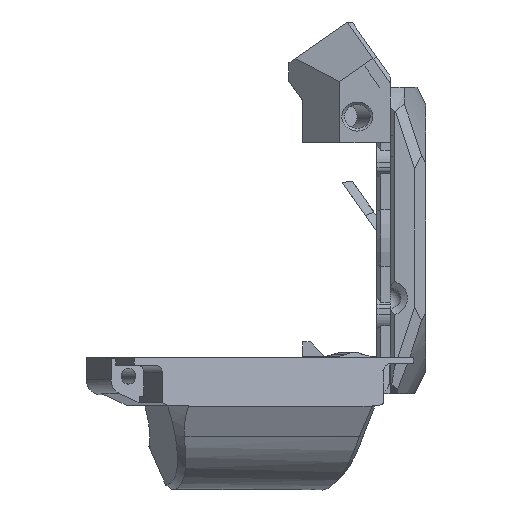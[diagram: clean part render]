
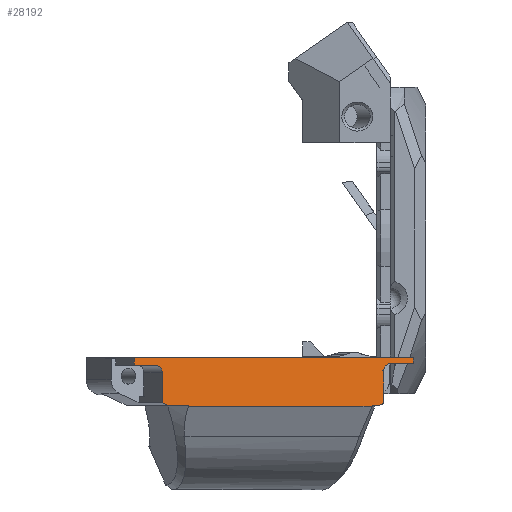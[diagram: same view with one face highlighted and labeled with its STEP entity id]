
A CAD part, left-side view. The second image highlights one B-rep face of the part: STEP entity #28192.
In plain terms, the highlighted planar face has unit normal (-0.94, -0.342, 0).
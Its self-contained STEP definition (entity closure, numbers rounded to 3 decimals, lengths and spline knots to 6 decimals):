
#1610=CIRCLE('',#29964,0.001);
#1612=CIRCLE('',#29969,0.017795);
#1619=CIRCLE('',#30021,0.001);
#6471=ORIENTED_EDGE('',*,*,#12634,.T.);
#6472=ORIENTED_EDGE('',*,*,#12657,.F.);
#6473=ORIENTED_EDGE('',*,*,#12395,.F.);
#6474=ORIENTED_EDGE('',*,*,#12658,.T.);
#6475=ORIENTED_EDGE('',*,*,#12659,.T.);
#6476=ORIENTED_EDGE('',*,*,#12660,.T.);
#6477=ORIENTED_EDGE('',*,*,#12661,.T.);
#6478=ORIENTED_EDGE('',*,*,#12662,.F.);
#6479=ORIENTED_EDGE('',*,*,#12653,.T.);
#6480=ORIENTED_EDGE('',*,*,#12529,.F.);
#6481=ORIENTED_EDGE('',*,*,#12518,.F.);
#6482=ORIENTED_EDGE('',*,*,#12516,.T.);
#6483=ORIENTED_EDGE('',*,*,#12513,.F.);
#6484=ORIENTED_EDGE('',*,*,#12522,.F.);
#6485=ORIENTED_EDGE('',*,*,#12383,.F.);
#6486=ORIENTED_EDGE('',*,*,#12528,.F.);
#12383=EDGE_CURVE('',#15862,#15863,#18405,.T.);
#12395=EDGE_CURVE('',#15874,#15875,#18417,.T.);
#12513=EDGE_CURVE('',#15959,#15960,#18523,.T.);
#12516=EDGE_CURVE('',#15962,#15960,#1610,.T.);
#12518=EDGE_CURVE('',#15962,#15963,#18526,.T.);
#12522=EDGE_CURVE('',#15863,#15959,#18530,.T.);
#12528=EDGE_CURVE('',#15968,#15862,#1612,.T.);
#12529=EDGE_CURVE('',#15963,#15969,#18532,.T.);
#12634=EDGE_CURVE('',#15968,#16031,#18626,.T.);
#12653=EDGE_CURVE('',#16045,#15969,#18644,.T.);
#12657=EDGE_CURVE('',#15875,#16031,#18648,.T.);
#12658=EDGE_CURVE('',#15874,#16048,#18649,.T.);
#12659=EDGE_CURVE('',#16048,#16049,#18650,.T.);
#12660=EDGE_CURVE('',#16049,#16050,#1619,.T.);
#12661=EDGE_CURVE('',#16050,#16051,#18651,.T.);
#12662=EDGE_CURVE('',#16045,#16051,#18652,.T.);
#15862=VERTEX_POINT('',#48083);
#15863=VERTEX_POINT('',#48085);
#15874=VERTEX_POINT('',#48107);
#15875=VERTEX_POINT('',#48109);
#15959=VERTEX_POINT('',#48398);
#15960=VERTEX_POINT('',#48400);
#15962=VERTEX_POINT('',#48406);
#15963=VERTEX_POINT('',#48410);
#15968=VERTEX_POINT('',#48481);
#15969=VERTEX_POINT('',#48485);
#16031=VERTEX_POINT('',#48686);
#16045=VERTEX_POINT('',#48726);
#16048=VERTEX_POINT('',#48735);
#16049=VERTEX_POINT('',#48737);
#16050=VERTEX_POINT('',#48739);
#16051=VERTEX_POINT('',#48741);
#18405=LINE('',#48084,#21402);
#18417=LINE('',#48108,#21414);
#18523=LINE('',#48399,#21520);
#18526=LINE('',#48409,#21523);
#18530=LINE('',#48416,#21527);
#18532=LINE('',#48484,#21529);
#18626=LINE('',#48687,#21623);
#18644=LINE('',#48725,#21641);
#18648=LINE('',#48733,#21645);
#18649=LINE('',#48734,#21646);
#18650=LINE('',#48736,#21647);
#18651=LINE('',#48740,#21648);
#18652=LINE('',#48742,#21649);
#21402=VECTOR('',#33992,1.);
#21414=VECTOR('',#34004,1.);
#21520=VECTOR('',#34186,1.);
#21523=VECTOR('',#34197,1.);
#21527=VECTOR('',#34203,1.);
#21529=VECTOR('',#34213,1.);
#21623=VECTOR('',#34391,1.);
#21641=VECTOR('',#34423,1.);
#21645=VECTOR('',#34429,1.);
#21646=VECTOR('',#34430,1.);
#21647=VECTOR('',#34431,1.);
#21648=VECTOR('',#34434,1.);
#21649=VECTOR('',#34435,1.);
#24065=EDGE_LOOP('',(#6471,#6472,#6473,#6474,#6475,#6476,#6477,#6478,#6479,
#6480,#6481,#6482,#6483,#6484,#6485,#6486));
#25633=FACE_BOUND('',#24065,.T.);
#26800=PLANE('',#30020);
#28192=ADVANCED_FACE('',(#25633),#26800,.T.);
#29964=AXIS2_PLACEMENT_3D('',#48405,#34192,#34193);
#29969=AXIS2_PLACEMENT_3D('',#48482,#34209,#34210);
#30020=AXIS2_PLACEMENT_3D('',#48732,#34427,#34428);
#30021=AXIS2_PLACEMENT_3D('',#48738,#34432,#34433);
#33992=DIRECTION('',(-0.342,0.94,0.));
#34004=DIRECTION('',(-0.342,0.94,0.));
#34186=DIRECTION('',(0.,0.,1.));
#34192=DIRECTION('',(0.94,0.342,0.));
#34193=DIRECTION('',(-0.342,0.94,0.));
#34197=DIRECTION('',(-0.342,0.94,0.));
#34203=DIRECTION('',(-0.313,0.861,0.402));
#34209=DIRECTION('',(0.94,0.342,0.));
#34210=DIRECTION('',(-0.311,0.855,-0.415));
#34213=DIRECTION('',(0.,0.,1.));
#34391=DIRECTION('',(0.342,-0.94,0.));
#34423=DIRECTION('',(-0.342,0.94,0.));
#34427=DIRECTION('',(-0.94,-0.342,0.));
#34428=DIRECTION('',(-0.342,0.94,0.));
#34429=DIRECTION('',(-0.208,0.572,-0.793));
#34430=DIRECTION('',(0.313,-0.861,0.402));
#34431=DIRECTION('',(0.,0.,1.));
#34432=DIRECTION('',(0.94,0.342,0.));
#34433=DIRECTION('',(-0.342,0.94,0.));
#34434=DIRECTION('',(0.342,-0.94,0.));
#34435=DIRECTION('',(0.,0.,-1.));
#48083=CARTESIAN_POINT('',(-0.036406,-0.002557,-0.009625));
#48084=CARTESIAN_POINT('',(-0.032202,-0.014109,-0.009625));
#48085=CARTESIAN_POINT('',(-0.037332,-0.000013,-0.009625));
#48107=CARTESIAN_POINT('',(-0.027071,-0.028204,-0.009625));
#48108=CARTESIAN_POINT('',(-0.032202,-0.014109,-0.009625));
#48109=CARTESIAN_POINT('',(-0.027368,-0.02739,-0.009625));
#48398=CARTESIAN_POINT('',(-0.037674,0.000927,-0.009186));
#48399=CARTESIAN_POINT('',(-0.037674,0.000927,-0.007125));
#48400=CARTESIAN_POINT('',(-0.037674,0.000927,-0.005125));
#48405=CARTESIAN_POINT('',(-0.038016,0.001866,-0.005125));
#48406=CARTESIAN_POINT('',(-0.038016,0.001866,-0.004125));
#48409=CARTESIAN_POINT('',(-0.030745,-0.01811,-0.004125));
#48410=CARTESIAN_POINT('',(-0.039042,0.004685,-0.004125));
#48416=CARTESIAN_POINT('',(-0.037982,0.001774,-0.008791));
#48481=CARTESIAN_POINT('',(-0.036396,-0.002585,-0.009692));
#48482=CARTESIAN_POINT('',(-0.030857,-0.017802,-0.002313));
#48484=CARTESIAN_POINT('',(-0.039042,0.004685,-0.004625));
#48485=CARTESIAN_POINT('',(-0.039042,0.004685,-0.003125));
#48686=CARTESIAN_POINT('',(-0.027385,-0.027341,-0.009692));
#48687=CARTESIAN_POINT('',(-0.037333,-0.000011,-0.009692));
#48725=CARTESIAN_POINT('',(-0.032202,-0.014109,-0.003125));
#48726=CARTESIAN_POINT('',(-0.025361,-0.032902,-0.003125));
#48732=CARTESIAN_POINT('',(-0.032202,-0.014109,0.011125));
#48733=CARTESIAN_POINT('',(-0.027376,-0.027365,-0.009659));
#48734=CARTESIAN_POINT('',(-0.026421,-0.029991,-0.008791));
#48735=CARTESIAN_POINT('',(-0.026815,-0.028909,-0.009296));
#48736=CARTESIAN_POINT('',(-0.026815,-0.028909,-0.00725));
#48737=CARTESIAN_POINT('',(-0.026815,-0.028909,-0.004875));
#48738=CARTESIAN_POINT('',(-0.026473,-0.029848,-0.004875));
#48739=CARTESIAN_POINT('',(-0.026473,-0.029848,-0.003875));
#48740=CARTESIAN_POINT('',(-0.032202,-0.014109,-0.003875));
#48741=CARTESIAN_POINT('',(-0.025361,-0.032902,-0.003875));
#48742=CARTESIAN_POINT('',(-0.025361,-0.032902,-0.004625));
